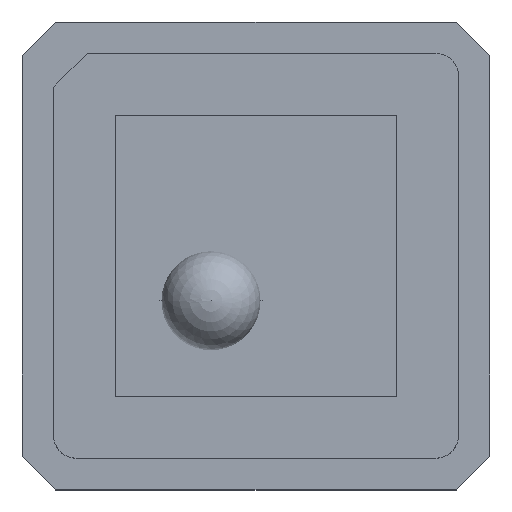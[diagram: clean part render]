
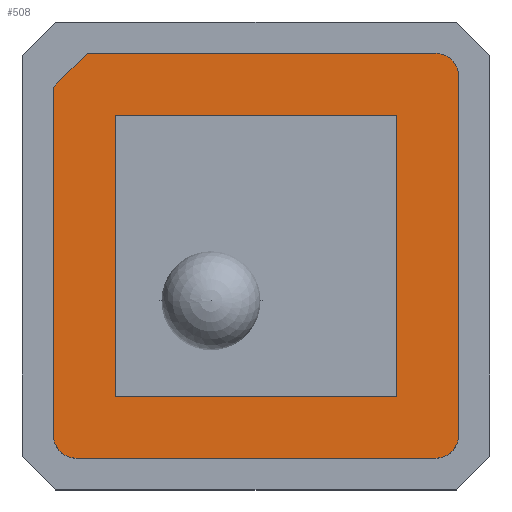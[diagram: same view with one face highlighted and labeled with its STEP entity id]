
A CAD part, top view. The second image highlights one B-rep face of the part: STEP entity #508.
In plain terms, the highlighted planar face has unit normal (0, 0, 1).
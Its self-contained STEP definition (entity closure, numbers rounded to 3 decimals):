
#17=FACE_BOUND('',#100,.T.);
#30=PLANE('',#562);
#69=FACE_OUTER_BOUND('',#99,.T.);
#99=EDGE_LOOP('',(#418,#419,#420,#421,#422,#423,#424,#425));
#100=EDGE_LOOP('',(#426,#427,#428,#429));
#114=LINE('',#733,#170);
#118=LINE('',#741,#174);
#121=LINE('',#747,#177);
#124=LINE('',#752,#180);
#128=LINE('',#762,#184);
#131=LINE('',#768,#187);
#135=LINE('',#780,#191);
#139=LINE('',#792,#195);
#143=LINE('',#802,#199);
#170=VECTOR('',#599,10.);
#174=VECTOR('',#605,10.);
#177=VECTOR('',#610,10.);
#180=VECTOR('',#615,10.);
#184=VECTOR('',#623,10.);
#187=VECTOR('',#628,10.);
#191=VECTOR('',#640,10.);
#195=VECTOR('',#652,10.);
#199=VECTOR('',#664,10.);
#231=CIRCLE('',#552,1.);
#233=CIRCLE('',#556,1.);
#235=CIRCLE('',#560,1.);
#242=VERTEX_POINT('',#731);
#243=VERTEX_POINT('',#732);
#246=VERTEX_POINT('',#740);
#248=VERTEX_POINT('',#746);
#252=VERTEX_POINT('',#759);
#253=VERTEX_POINT('',#761);
#255=VERTEX_POINT('',#767);
#257=VERTEX_POINT('',#773);
#259=VERTEX_POINT('',#779);
#261=VERTEX_POINT('',#785);
#263=VERTEX_POINT('',#791);
#265=VERTEX_POINT('',#797);
#290=EDGE_CURVE('',#242,#243,#114,.T.);
#294=EDGE_CURVE('',#246,#242,#118,.T.);
#297=EDGE_CURVE('',#248,#246,#121,.T.);
#300=EDGE_CURVE('',#243,#248,#124,.T.);
#304=EDGE_CURVE('',#253,#252,#128,.T.);
#307=EDGE_CURVE('',#255,#253,#131,.T.);
#310=EDGE_CURVE('',#257,#255,#231,.T.);
#313=EDGE_CURVE('',#259,#257,#135,.T.);
#316=EDGE_CURVE('',#261,#259,#233,.T.);
#319=EDGE_CURVE('',#263,#261,#139,.T.);
#322=EDGE_CURVE('',#265,#263,#235,.T.);
#325=EDGE_CURVE('',#252,#265,#143,.T.);
#418=ORIENTED_EDGE('',*,*,#325,.T.);
#419=ORIENTED_EDGE('',*,*,#322,.T.);
#420=ORIENTED_EDGE('',*,*,#319,.T.);
#421=ORIENTED_EDGE('',*,*,#316,.T.);
#422=ORIENTED_EDGE('',*,*,#313,.T.);
#423=ORIENTED_EDGE('',*,*,#310,.T.);
#424=ORIENTED_EDGE('',*,*,#307,.T.);
#425=ORIENTED_EDGE('',*,*,#304,.T.);
#426=ORIENTED_EDGE('',*,*,#290,.T.);
#427=ORIENTED_EDGE('',*,*,#300,.T.);
#428=ORIENTED_EDGE('',*,*,#297,.T.);
#429=ORIENTED_EDGE('',*,*,#294,.T.);
#508=ADVANCED_FACE('',(#69,#17),#30,.T.);
#552=AXIS2_PLACEMENT_3D('',#774,#634,#635);
#556=AXIS2_PLACEMENT_3D('',#786,#646,#647);
#560=AXIS2_PLACEMENT_3D('',#798,#658,#659);
#562=AXIS2_PLACEMENT_3D('',#803,#665,#666);
#599=DIRECTION('',(0.,1.,0.));
#605=DIRECTION('',(-1.,0.,0.));
#610=DIRECTION('',(0.,-1.,0.));
#615=DIRECTION('',(1.,0.,0.));
#623=DIRECTION('',(-0.707,-0.707,0.));
#628=DIRECTION('',(-1.,0.,0.));
#634=DIRECTION('center_axis',(0.,0.,1.));
#635=DIRECTION('ref_axis',(1.,0.,0.));
#640=DIRECTION('',(0.,1.,0.));
#646=DIRECTION('center_axis',(0.,0.,1.));
#647=DIRECTION('ref_axis',(0.,-1.,0.));
#652=DIRECTION('',(1.,0.,0.));
#658=DIRECTION('center_axis',(0.,0.,1.));
#659=DIRECTION('ref_axis',(-1.,0.,0.));
#664=DIRECTION('',(0.,-1.,0.));
#665=DIRECTION('center_axis',(0.,0.,1.));
#666=DIRECTION('ref_axis',(-1.,0.,0.));
#731=CARTESIAN_POINT('',(-6.25,-6.25,9.2));
#732=CARTESIAN_POINT('',(-6.25,6.25,9.2));
#733=CARTESIAN_POINT('',(-6.25,-3.125,9.2));
#740=CARTESIAN_POINT('',(6.25,-6.25,9.2));
#741=CARTESIAN_POINT('',(3.125,-6.25,9.2));
#746=CARTESIAN_POINT('',(6.25,6.25,9.2));
#747=CARTESIAN_POINT('',(6.25,3.125,9.2));
#752=CARTESIAN_POINT('',(-3.125,6.25,9.2));
#759=CARTESIAN_POINT('',(-9.,7.5,9.2));
#761=CARTESIAN_POINT('',(-7.5,9.,9.2));
#762=CARTESIAN_POINT('',(-9.,7.5,9.2));
#767=CARTESIAN_POINT('',(8.,9.,9.2));
#768=CARTESIAN_POINT('',(-7.5,9.,9.2));
#773=CARTESIAN_POINT('',(9.,8.,9.2));
#774=CARTESIAN_POINT('Origin',(8.,8.,9.2));
#779=CARTESIAN_POINT('',(9.,-8.,9.2));
#780=CARTESIAN_POINT('',(9.,8.,9.2));
#785=CARTESIAN_POINT('',(8.,-9.,9.2));
#786=CARTESIAN_POINT('Origin',(8.,-8.,9.2));
#791=CARTESIAN_POINT('',(-8.,-9.,9.2));
#792=CARTESIAN_POINT('',(8.,-9.,9.2));
#797=CARTESIAN_POINT('',(-9.,-8.,9.2));
#798=CARTESIAN_POINT('Origin',(-8.,-8.,9.2));
#802=CARTESIAN_POINT('',(-9.,-8.,9.2));
#803=CARTESIAN_POINT('Origin',(0.,0.,
9.2));
